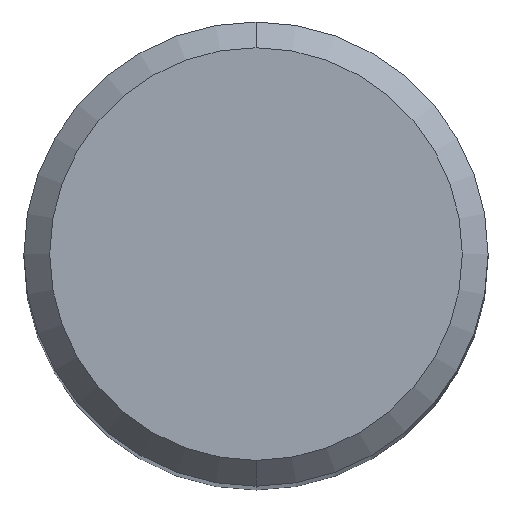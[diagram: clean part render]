
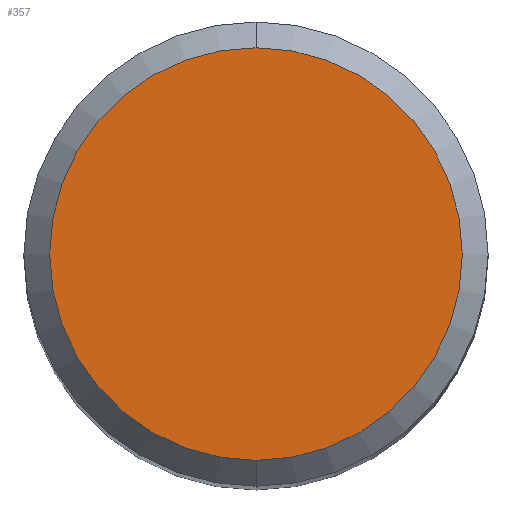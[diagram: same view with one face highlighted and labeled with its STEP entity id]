
A CAD part, top view. The second image highlights one B-rep face of the part: STEP entity #357.
In plain terms, the highlighted planar face has unit normal (0, 0, 1).
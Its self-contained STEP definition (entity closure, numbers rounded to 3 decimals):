
#221=EDGE_CURVE('',#347,#405,#521,.T.);
#327=EDGE_CURVE('',#405,#347,#637,.T.);
#347=VERTEX_POINT('',#658);
#357=ADVANCED_FACE('',(#669),#670,.T.);
#405=VERTEX_POINT('',#723);
#521=CIRCLE('',#884,4.0);
#637=CIRCLE('',#1160,4.0);
#658=CARTESIAN_POINT('',(0.,-4.0,41.654));
#669=FACE_OUTER_BOUND('',#1236,.T.);
#670=PLANE('',#1237);
#723=CARTESIAN_POINT('',(0.0,4.0,41.654));
#884=AXIS2_PLACEMENT_3D('',#1513,#1514,#1515);
#1160=AXIS2_PLACEMENT_3D('',#1627,#1628,#1629);
#1236=EDGE_LOOP('',(#1665,#1666));
#1237=AXIS2_PLACEMENT_3D('',#1667,#1668,#1669);
#1513=CARTESIAN_POINT('',(0.0,0.0,41.654));
#1514=DIRECTION('',(0.0,0.0,-1.0));
#1515=DIRECTION('',(0.0,1.0,0.0));
#1627=CARTESIAN_POINT('',(0.0,0.0,41.654));
#1628=DIRECTION('',(0.0,0.0,-1.0));
#1629=DIRECTION('',(0.0,1.0,0.0));
#1665=ORIENTED_EDGE('',*,*,#327,.F.);
#1666=ORIENTED_EDGE('',*,*,#221,.F.);
#1667=CARTESIAN_POINT('',(0.0,2.0,41.654));
#1668=DIRECTION('',(-0.0,0.0,1.0));
#1669=DIRECTION('',(0.0,-1.0,0.0));
